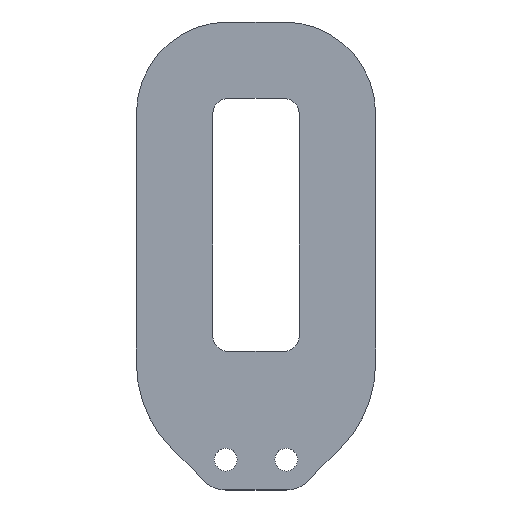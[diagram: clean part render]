
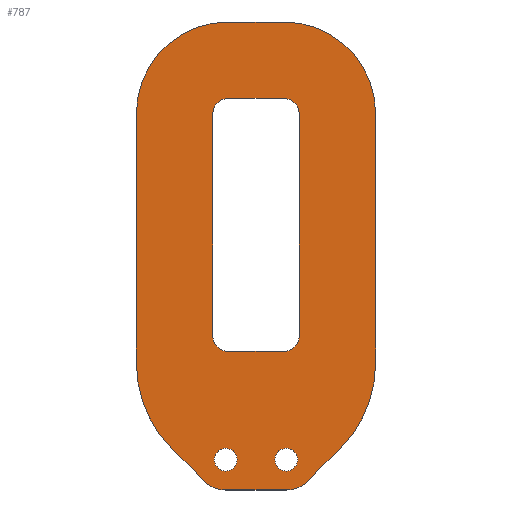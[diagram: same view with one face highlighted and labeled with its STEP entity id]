
A CAD part, top view. The second image highlights one B-rep face of the part: STEP entity #787.
In plain terms, the highlighted planar face has unit normal (0, 0, 1).
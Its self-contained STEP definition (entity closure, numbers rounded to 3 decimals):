
#52 = VERTEX_POINT('',#53);
#53 = CARTESIAN_POINT('',(-5.559,-14.77,0.62));
#59 = EDGE_CURVE('',#52,#60,#62,.T.);
#60 = VERTEX_POINT('',#61);
#61 = CARTESIAN_POINT('',(-3.414,-16.914,0.62));
#62 = LINE('',#63,#64);
#63 = CARTESIAN_POINT('',(-5.559,-14.77,0.62));
#64 = VECTOR('',#65,1.);
#65 = DIRECTION('',(0.707,-0.707,0.));
#90 = EDGE_CURVE('',#60,#91,#93,.T.);
#91 = VERTEX_POINT('',#92);
#92 = CARTESIAN_POINT('',(-2.,-17.5,0.62));
#93 = CIRCLE('',#94,1.997);
#94 = AXIS2_PLACEMENT_3D('',#95,#96,#97);
#95 = CARTESIAN_POINT('',(-2.001,-15.503,0.62));
#96 = DIRECTION('',(0.,0.,1.));
#97 = DIRECTION('',(-0.708,-0.707,0.));
#123 = EDGE_CURVE('',#91,#124,#126,.T.);
#124 = VERTEX_POINT('',#125);
#125 = CARTESIAN_POINT('',(2.,-17.5,0.62));
#126 = LINE('',#127,#128);
#127 = CARTESIAN_POINT('',(-2.,-17.5,0.62));
#128 = VECTOR('',#129,1.);
#129 = DIRECTION('',(1.,0.,0.));
#154 = EDGE_CURVE('',#124,#155,#157,.T.);
#155 = VERTEX_POINT('',#156);
#156 = CARTESIAN_POINT('',(3.414,-16.914,0.62));
#157 = CIRCLE('',#158,1.997);
#158 = AXIS2_PLACEMENT_3D('',#159,#160,#161);
#159 = CARTESIAN_POINT('',(2.001,-15.503,0.62));
#160 = DIRECTION('',(0.,0.,1.));
#161 = DIRECTION('',(0.,-1.,0.));
#187 = EDGE_CURVE('',#155,#188,#190,.T.);
#188 = VERTEX_POINT('',#189);
#189 = CARTESIAN_POINT('',(5.559,-14.77,0.62));
#190 = LINE('',#191,#192);
#191 = CARTESIAN_POINT('',(3.414,-16.914,0.62));
#192 = VECTOR('',#193,1.);
#193 = DIRECTION('',(0.707,0.707,0.));
#218 = EDGE_CURVE('',#188,#219,#221,.T.);
#219 = VERTEX_POINT('',#220);
#220 = CARTESIAN_POINT('',(7.9,-9.117,0.62));
#221 = CIRCLE('',#222,8.004);
#222 = AXIS2_PLACEMENT_3D('',#223,#224,#225);
#223 = CARTESIAN_POINT('',(-0.104,-9.114,0.62));
#224 = DIRECTION('',(0.,0.,1.));
#225 = DIRECTION('',(0.708,-0.707,0.));
#251 = EDGE_CURVE('',#219,#252,#254,.T.);
#252 = VERTEX_POINT('',#253);
#253 = CARTESIAN_POINT('',(7.9,7.35,0.62));
#254 = LINE('',#255,#256);
#255 = CARTESIAN_POINT('',(7.9,-9.117,0.62));
#256 = VECTOR('',#257,1.);
#257 = DIRECTION('',(0.,1.,0.));
#282 = EDGE_CURVE('',#252,#283,#285,.T.);
#283 = VERTEX_POINT('',#284);
#284 = CARTESIAN_POINT('',(1.85,13.4,0.62));
#285 = CIRCLE('',#286,6.05);
#286 = AXIS2_PLACEMENT_3D('',#287,#288,#289);
#287 = CARTESIAN_POINT('',(1.85,7.35,0.62));
#288 = DIRECTION('',(0.,0.,1.));
#289 = DIRECTION('',(1.,0.,0.));
#315 = EDGE_CURVE('',#283,#316,#318,.T.);
#316 = VERTEX_POINT('',#317);
#317 = CARTESIAN_POINT('',(-1.85,13.4,0.62));
#318 = LINE('',#319,#320);
#319 = CARTESIAN_POINT('',(1.85,13.4,0.62));
#320 = VECTOR('',#321,1.);
#321 = DIRECTION('',(-1.,0.,0.));
#346 = EDGE_CURVE('',#316,#347,#349,.T.);
#347 = VERTEX_POINT('',#348);
#348 = CARTESIAN_POINT('',(-7.9,7.35,0.62));
#349 = CIRCLE('',#350,6.05);
#350 = AXIS2_PLACEMENT_3D('',#351,#352,#353);
#351 = CARTESIAN_POINT('',(-1.85,7.35,0.62));
#352 = DIRECTION('',(0.,0.,1.));
#353 = DIRECTION('',(0.,1.,-0.));
#379 = EDGE_CURVE('',#347,#380,#382,.T.);
#380 = VERTEX_POINT('',#381);
#381 = CARTESIAN_POINT('',(-7.9,-9.117,0.62));
#382 = LINE('',#383,#384);
#383 = CARTESIAN_POINT('',(-7.9,7.35,0.62));
#384 = VECTOR('',#385,1.);
#385 = DIRECTION('',(0.,-1.,0.));
#410 = EDGE_CURVE('',#380,#52,#411,.T.);
#411 = CIRCLE('',#412,8.004);
#412 = AXIS2_PLACEMENT_3D('',#413,#414,#415);
#413 = CARTESIAN_POINT('',(0.104,-9.114,0.62));
#414 = DIRECTION('',(0.,0.,1.));
#415 = DIRECTION('',(-1.,0.,0.));
#436 = VERTEX_POINT('',#437);
#437 = CARTESIAN_POINT('',(-2.85,7.35,0.62));
#443 = EDGE_CURVE('',#436,#444,#446,.T.);
#444 = VERTEX_POINT('',#445);
#445 = CARTESIAN_POINT('',(-2.85,-7.35,0.62));
#446 = LINE('',#447,#448);
#447 = CARTESIAN_POINT('',(-2.85,7.35,0.62));
#448 = VECTOR('',#449,1.);
#449 = DIRECTION('',(0.,-1.,0.));
#476 = VERTEX_POINT('',#477);
#477 = CARTESIAN_POINT('',(-1.85,8.35,0.62));
#483 = EDGE_CURVE('',#476,#436,#484,.T.);
#484 = CIRCLE('',#485,1.);
#485 = AXIS2_PLACEMENT_3D('',#486,#487,#488);
#486 = CARTESIAN_POINT('',(-1.85,7.35,0.62));
#487 = DIRECTION('',(0.,0.,1.));
#488 = DIRECTION('',(0.,1.,0.));
#509 = VERTEX_POINT('',#510);
#510 = CARTESIAN_POINT('',(1.85,8.35,0.62));
#516 = EDGE_CURVE('',#509,#476,#517,.T.);
#517 = LINE('',#518,#519);
#518 = CARTESIAN_POINT('',(1.85,8.35,0.62));
#519 = VECTOR('',#520,1.);
#520 = DIRECTION('',(-1.,0.,0.));
#540 = VERTEX_POINT('',#541);
#541 = CARTESIAN_POINT('',(2.85,7.35,0.62));
#547 = EDGE_CURVE('',#540,#509,#548,.T.);
#548 = CIRCLE('',#549,1.);
#549 = AXIS2_PLACEMENT_3D('',#550,#551,#552);
#550 = CARTESIAN_POINT('',(1.85,7.35,0.62));
#551 = DIRECTION('',(0.,0.,1.));
#552 = DIRECTION('',(1.,0.,-0.));
#573 = VERTEX_POINT('',#574);
#574 = CARTESIAN_POINT('',(2.85,-7.35,0.62));
#580 = EDGE_CURVE('',#573,#540,#581,.T.);
#581 = LINE('',#582,#583);
#582 = CARTESIAN_POINT('',(2.85,-7.35,0.62));
#583 = VECTOR('',#584,1.);
#584 = DIRECTION('',(0.,1.,0.));
#604 = VERTEX_POINT('',#605);
#605 = CARTESIAN_POINT('',(1.85,-8.35,0.62));
#611 = EDGE_CURVE('',#604,#573,#612,.T.);
#612 = CIRCLE('',#613,1.);
#613 = AXIS2_PLACEMENT_3D('',#614,#615,#616);
#614 = CARTESIAN_POINT('',(1.85,-7.35,0.62));
#615 = DIRECTION('',(0.,0.,1.));
#616 = DIRECTION('',(0.,-1.,0.));
#637 = VERTEX_POINT('',#638);
#638 = CARTESIAN_POINT('',(-1.85,-8.35,0.62));
#644 = EDGE_CURVE('',#637,#604,#645,.T.);
#645 = LINE('',#646,#647);
#646 = CARTESIAN_POINT('',(-1.85,-8.35,0.62));
#647 = VECTOR('',#648,1.);
#648 = DIRECTION('',(1.,0.,0.));
#666 = EDGE_CURVE('',#444,#637,#667,.T.);
#667 = CIRCLE('',#668,1.);
#668 = AXIS2_PLACEMENT_3D('',#669,#670,#671);
#669 = CARTESIAN_POINT('',(-1.85,-7.35,0.62));
#670 = DIRECTION('',(0.,0.,1.));
#671 = DIRECTION('',(-1.,0.,0.));
#692 = VERTEX_POINT('',#693);
#693 = CARTESIAN_POINT('',(2.75,-15.5,0.62));
#699 = EDGE_CURVE('',#692,#692,#700,.T.);
#700 = CIRCLE('',#701,0.75);
#701 = AXIS2_PLACEMENT_3D('',#702,#703,#704);
#702 = CARTESIAN_POINT('',(2.,-15.5,0.62));
#703 = DIRECTION('',(0.,0.,1.));
#704 = DIRECTION('',(1.,0.,-0.));
#725 = VERTEX_POINT('',#726);
#726 = CARTESIAN_POINT('',(-1.25,-15.5,0.62));
#732 = EDGE_CURVE('',#725,#725,#733,.T.);
#733 = CIRCLE('',#734,0.75);
#734 = AXIS2_PLACEMENT_3D('',#735,#736,#737);
#735 = CARTESIAN_POINT('',(-2.,-15.5,0.62));
#736 = DIRECTION('',(0.,0.,1.));
#737 = DIRECTION('',(1.,0.,-0.));
#787 = ADVANCED_FACE('',(#788,#802,#812,#815),#818,.T.);
#788 = FACE_BOUND('',#789,.T.);
#789 = EDGE_LOOP('',(#790,#791,#792,#793,#794,#795,#796,#797,#798,#799,
    #800,#801));
#790 = ORIENTED_EDGE('',*,*,#59,.T.);
#791 = ORIENTED_EDGE('',*,*,#90,.T.);
#792 = ORIENTED_EDGE('',*,*,#123,.T.);
#793 = ORIENTED_EDGE('',*,*,#154,.T.);
#794 = ORIENTED_EDGE('',*,*,#187,.T.);
#795 = ORIENTED_EDGE('',*,*,#218,.T.);
#796 = ORIENTED_EDGE('',*,*,#251,.T.);
#797 = ORIENTED_EDGE('',*,*,#282,.T.);
#798 = ORIENTED_EDGE('',*,*,#315,.T.);
#799 = ORIENTED_EDGE('',*,*,#346,.T.);
#800 = ORIENTED_EDGE('',*,*,#379,.T.);
#801 = ORIENTED_EDGE('',*,*,#410,.T.);
#802 = FACE_BOUND('',#803,.T.);
#803 = EDGE_LOOP('',(#804,#805,#806,#807,#808,#809,#810,#811));
#804 = ORIENTED_EDGE('',*,*,#443,.F.);
#805 = ORIENTED_EDGE('',*,*,#483,.F.);
#806 = ORIENTED_EDGE('',*,*,#516,.F.);
#807 = ORIENTED_EDGE('',*,*,#547,.F.);
#808 = ORIENTED_EDGE('',*,*,#580,.F.);
#809 = ORIENTED_EDGE('',*,*,#611,.F.);
#810 = ORIENTED_EDGE('',*,*,#644,.F.);
#811 = ORIENTED_EDGE('',*,*,#666,.F.);
#812 = FACE_BOUND('',#813,.T.);
#813 = EDGE_LOOP('',(#814));
#814 = ORIENTED_EDGE('',*,*,#699,.F.);
#815 = FACE_BOUND('',#816,.T.);
#816 = EDGE_LOOP('',(#817));
#817 = ORIENTED_EDGE('',*,*,#732,.F.);
#818 = PLANE('',#819);
#819 = AXIS2_PLACEMENT_3D('',#820,#821,#822);
#820 = CARTESIAN_POINT('',(0.,-1.753,
    0.62));
#821 = DIRECTION('',(0.,0.,1.));
#822 = DIRECTION('',(1.,0.,-0.));
